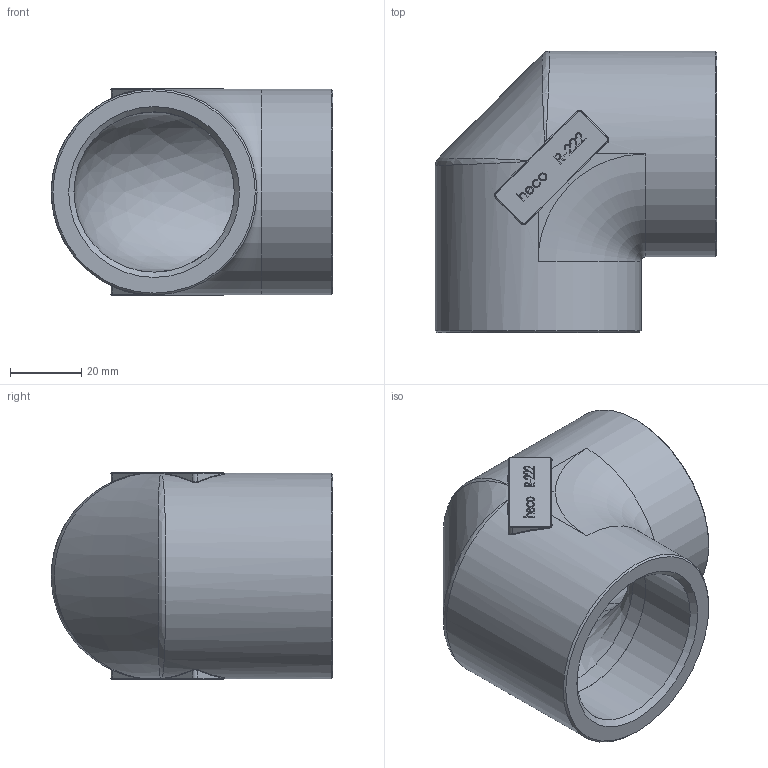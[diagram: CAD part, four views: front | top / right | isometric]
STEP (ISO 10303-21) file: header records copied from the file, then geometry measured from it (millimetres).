
FILE_DESCRIPTION (( 'STEP AP214' ), '1' );
FILE_NAME ('WI-112-064-G R-222 Winkel 2011.STEP', '2020-11-23T11:17:45', ( '' ), ( '' ), 'SwSTEP 2.0', 'SolidWorks 2019', '' );
FILE_SCHEMA (( 'AUTOMOTIVE_DESIGN' ));
Length unit declared in the file: millimetre
Products named in the file (1): WI-112-064-G R-222 Winkel 2011
Bounding box: 78.8 x 78.8 x 57.77 mm (x, y, z)
Volume: 102822.9 mm3; surface area: 31021.8 mm2
Topology: 1 solids, 1 shells, 344 faces, 876 edges, 559 vertices
Faces by surface type: plane 154, bspline 151, cylinder 26, torus 9, cone 4
Full cylindrical faces by diameter (mm): 44.825 x2, 44.845 x2, 57.6 x2
Entity records: 20624 total; most frequent: CARTESIAN_POINT 10950, ORIENTED_EDGE 1712, DIRECTION 1048, EDGE_CURVE 856, VERTEX_POINT 556, VECTOR 460, LINE 460, EDGE_LOOP 384
